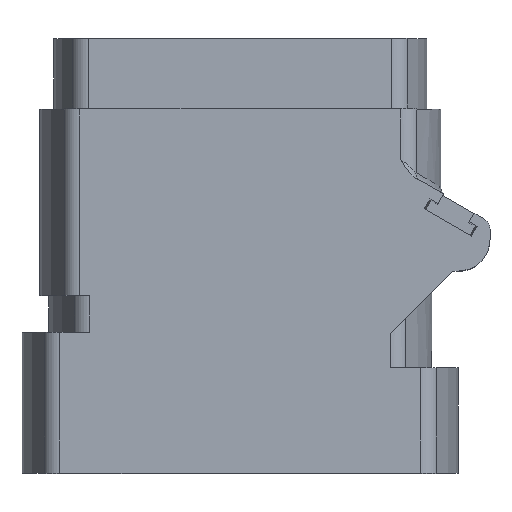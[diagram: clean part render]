
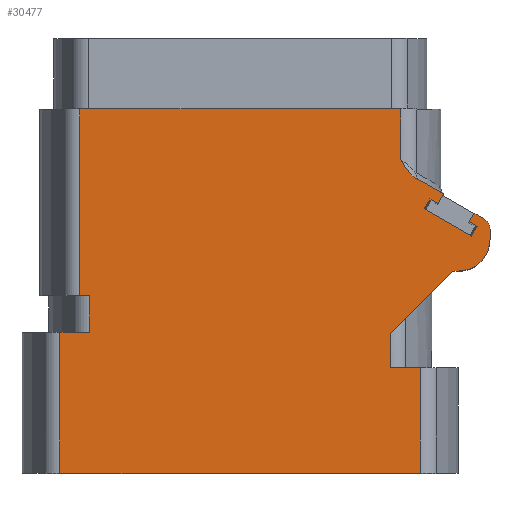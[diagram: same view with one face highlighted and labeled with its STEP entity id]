
A CAD part, top view. The second image highlights one B-rep face of the part: STEP entity #30477.
In plain terms, the highlighted planar face has unit normal (0, 0, 1).
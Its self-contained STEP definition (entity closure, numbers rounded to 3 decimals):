
#10=DIRECTION('',(1.,0.,0.));
#11=VECTOR('',#10,20.49);
#12=CARTESIAN_POINT('',(-10.245,0.,6.));
#13=LINE('',#12,#11);
#147=DIRECTION('',(-0.866,0.5,0.));
#148=VECTOR('',#147,0.679);
#149=CARTESIAN_POINT('',(13.875,14.437,6.));
#150=LINE('',#149,#148);
#159=DIRECTION('',(0.866,-0.5,0.));
#160=VECTOR('',#159,0.525);
#161=CARTESIAN_POINT('',(10.782,15.588,6.));
#162=LINE('',#161,#160);
#163=DIRECTION('',(0.866,-0.5,0.));
#164=VECTOR('',#163,0.525);
#165=CARTESIAN_POINT('',(13.012,14.3,6.));
#166=LINE('',#165,#164);
#167=DIRECTION('',(-0.5,-0.866,0.));
#168=VECTOR('',#167,0.55);
#169=CARTESIAN_POINT('',(13.287,14.777,6.));
#170=LINE('',#169,#168);
#171=CARTESIAN_POINT('',(13.55,13.874,6.));
#172=DIRECTION('',(0.,0.,-1.));
#173=DIRECTION('',(0.5,0.866,0.));
#174=AXIS2_PLACEMENT_3D('',#171,#172,#173);
#176=DIRECTION('',(0.,-1.,0.));
#177=VECTOR('',#176,0.585);
#178=CARTESIAN_POINT('',(14.2,13.874,6.));
#179=LINE('',#178,#177);
#180=CARTESIAN_POINT('',(12.4,13.289,6.));
#181=DIRECTION('',(0.,0.,1.));
#182=DIRECTION('',(0.,-1.,0.));
#183=AXIS2_PLACEMENT_3D('',#180,#181,#182);
#185=DIRECTION('',(-1.,0.,0.));
#186=VECTOR('',#185,0.316);
#187=CARTESIAN_POINT('',(12.4,11.489,6.));
#188=LINE('',#187,#186);
#189=DIRECTION('',(1.,0.,0.));
#190=VECTOR('',#189,18.238);
#191=CARTESIAN_POINT('',(-9.119,20.7,6.));
#192=LINE('',#191,#190);
#193=DIRECTION('',(0.5,0.866,0.));
#194=VECTOR('',#193,0.63);
#195=CARTESIAN_POINT('',(11.236,15.325,6.));
#196=LINE('',#195,#194);
#245=DIRECTION('',(-0.5,-0.866,0.));
#246=VECTOR('',#245,0.65);
#247=CARTESIAN_POINT('',(13.466,14.038,6.));
#248=LINE('',#247,#246);
#249=DIRECTION('',(-0.866,0.5,0.));
#250=VECTOR('',#249,3.1);
#251=CARTESIAN_POINT('',(13.141,13.475,6.));
#252=LINE('',#251,#250);
#265=DIRECTION('',(0.5,0.866,0.));
#266=VECTOR('',#265,0.65);
#267=CARTESIAN_POINT('',(10.457,15.025,6.));
#268=LINE('',#267,#266);
#277=DIRECTION('',(-0.866,0.5,0.));
#278=VECTOR('',#277,1.806);
#279=CARTESIAN_POINT('',(11.552,15.871,6.));
#280=LINE('',#279,#278);
#307=CARTESIAN_POINT('',(9.119,17.853,6.));
#323=CARTESIAN_POINT('',(9.987,16.774,6.));
#325=CARTESIAN_POINT('',(9.987,16.775,6.));
#326=CARTESIAN_POINT('',(9.975,16.782,6.));
#327=CARTESIAN_POINT('',(9.95,16.797,6.));
#328=CARTESIAN_POINT('',(9.911,16.822,6.));
#329=CARTESIAN_POINT('',(9.871,16.851,6.));
#330=CARTESIAN_POINT('',(9.83,16.883,6.));
#331=CARTESIAN_POINT('',(9.789,16.918,6.));
#332=CARTESIAN_POINT('',(9.748,16.956,6.));
#333=CARTESIAN_POINT('',(9.705,16.999,6.));
#334=CARTESIAN_POINT('',(9.658,17.048,6.));
#335=CARTESIAN_POINT('',(9.608,17.105,6.));
#336=CARTESIAN_POINT('',(9.554,17.171,6.));
#337=CARTESIAN_POINT('',(9.499,17.244,6.));
#338=CARTESIAN_POINT('',(9.445,17.321,6.));
#339=CARTESIAN_POINT('',(9.393,17.399,6.));
#340=CARTESIAN_POINT('',(9.342,17.477,6.));
#341=CARTESIAN_POINT('',(9.295,17.554,6.));
#342=CARTESIAN_POINT('',(9.25,17.629,6.));
#343=CARTESIAN_POINT('',(9.206,17.703,6.));
#344=CARTESIAN_POINT('',(9.163,17.777,6.));
#345=CARTESIAN_POINT('',(9.134,17.828,6.));
#346=CARTESIAN_POINT('',(9.119,17.853,6.));
#348=DIRECTION('',(0.,-1.,0.));
#349=VECTOR('',#348,2.847);
#350=CARTESIAN_POINT('',(9.119,20.7,6.));
#351=LINE('',#350,#349);
#409=DIRECTION('',(0.,-1.,0.));
#410=VECTOR('',#409,10.6);
#411=CARTESIAN_POINT('',(-9.119,20.7,6.));
#412=LINE('',#411,#410);
#427=DIRECTION('',(1.,0.,0.));
#428=VECTOR('',#427,0.575);
#429=CARTESIAN_POINT('',(-9.119,10.1,6.));
#430=LINE('',#429,#428);
#445=DIRECTION('',(0.,-1.,0.));
#446=VECTOR('',#445,2.1);
#447=CARTESIAN_POINT('',(-8.545,10.1,6.));
#448=LINE('',#447,#446);
#468=DIRECTION('',(-1.,0.,0.));
#469=VECTOR('',#468,1.7);
#470=CARTESIAN_POINT('',(-8.545,8.,6.));
#471=LINE('',#470,#469);
#499=DIRECTION('',(0.,-1.,0.));
#500=VECTOR('',#499,8.);
#501=CARTESIAN_POINT('',(-10.245,8.,6.));
#502=LINE('',#501,#500);
#25347=DIRECTION('',(0.707,0.707,0.));
#25348=VECTOR('',#25347,5.006);
#25349=CARTESIAN_POINT('',(8.545,7.95,6.));
#25350=LINE('',#25349,#25348);
#25393=DIRECTION('',(-1.,0.,0.));
#25394=VECTOR('',#25393,1.7);
#25395=CARTESIAN_POINT('',(10.245,6.,6.));
#25396=LINE('',#25395,#25394);
#25420=DIRECTION('',(0.,-1.,0.));
#25421=VECTOR('',#25420,1.95);
#25422=CARTESIAN_POINT('',(8.545,7.95,6.));
#25423=LINE('',#25422,#25421);
#25454=DIRECTION('',(0.,-1.,0.));
#25455=VECTOR('',#25454,6.);
#25456=CARTESIAN_POINT('',(10.245,6.,6.));
#25457=LINE('',#25456,#25455);
#25475=CARTESIAN_POINT('',(10.245,0.,6.));
#25476=VERTEX_POINT('',#25475);
#25477=CARTESIAN_POINT('',(10.245,6.,6.));
#25478=VERTEX_POINT('',#25477);
#25487=CARTESIAN_POINT('',(-10.245,8.,6.));
#25488=CARTESIAN_POINT('',(-10.245,0.,6.));
#25489=VERTEX_POINT('',#25487);
#25490=VERTEX_POINT('',#25488);
#25495=CARTESIAN_POINT('',(13.875,14.437,6.));
#25496=CARTESIAN_POINT('',(14.2,13.874,6.));
#25497=VERTEX_POINT('',#25495);
#25498=VERTEX_POINT('',#25496);
#25515=CARTESIAN_POINT('',(8.545,7.95,6.));
#25516=CARTESIAN_POINT('',(8.545,6.,6.));
#25517=VERTEX_POINT('',#25515);
#25518=VERTEX_POINT('',#25516);
#25521=CARTESIAN_POINT('',(12.084,11.489,6.));
#25522=VERTEX_POINT('',#25521);
#25527=CARTESIAN_POINT('',(9.119,20.7,6.));
#25529=VERTEX_POINT('',#25527);
#25539=CARTESIAN_POINT('',(-8.545,10.1,6.));
#25540=CARTESIAN_POINT('',(-8.545,8.,6.));
#25541=VERTEX_POINT('',#25539);
#25542=VERTEX_POINT('',#25540);
#25547=CARTESIAN_POINT('',(-9.119,20.7,6.));
#25548=CARTESIAN_POINT('',(-9.119,10.1,6.));
#25549=VERTEX_POINT('',#25547);
#25550=VERTEX_POINT('',#25548);
#25644=VERTEX_POINT('',#307);
#25646=VERTEX_POINT('',#323);
#25658=CARTESIAN_POINT('',(12.4,11.489,6.));
#25659=CARTESIAN_POINT('',(14.2,13.289,6.));
#25660=VERTEX_POINT('',#25658);
#25661=VERTEX_POINT('',#25659);
#25674=CARTESIAN_POINT('',(13.287,14.777,6.));
#25675=VERTEX_POINT('',#25674);
#25678=CARTESIAN_POINT('',(11.552,15.871,6.));
#25679=VERTEX_POINT('',#25678);
#25690=CARTESIAN_POINT('',(13.141,13.475,6.));
#25691=VERTEX_POINT('',#25690);
#25692=CARTESIAN_POINT('',(10.457,15.025,6.));
#25693=VERTEX_POINT('',#25692);
#25698=CARTESIAN_POINT('',(10.782,15.588,6.));
#25699=CARTESIAN_POINT('',(11.236,15.325,6.));
#25700=VERTEX_POINT('',#25698);
#25701=VERTEX_POINT('',#25699);
#25702=CARTESIAN_POINT('',(13.012,14.3,6.));
#25703=CARTESIAN_POINT('',(13.466,14.038,6.));
#25704=VERTEX_POINT('',#25702);
#25705=VERTEX_POINT('',#25703);
#30421=CARTESIAN_POINT('',(-10.852,0.,6.));
#30422=DIRECTION('',(0.,0.,1.));
#30423=DIRECTION('',(1.,0.,0.));
#30424=AXIS2_PLACEMENT_3D('',#30421,#30422,#30423);
#30425=PLANE('',#30424);
#30427=ORIENTED_EDGE('',*,*,#30426,.F.);
#30429=ORIENTED_EDGE('',*,*,#30428,.F.);
#30431=ORIENTED_EDGE('',*,*,#30430,.F.);
#30433=ORIENTED_EDGE('',*,*,#30432,.F.);
#30435=ORIENTED_EDGE('',*,*,#30434,.F.);
#30437=ORIENTED_EDGE('',*,*,#30436,.F.);
#30438=ORIENTED_EDGE('',*,*,#30396,.F.);
#30439=ORIENTED_EDGE('',*,*,#30412,.T.);
#30441=ORIENTED_EDGE('',*,*,#30440,.T.);
#30443=ORIENTED_EDGE('',*,*,#30442,.F.);
#30445=ORIENTED_EDGE('',*,*,#30444,.T.);
#30447=ORIENTED_EDGE('',*,*,#30446,.F.);
#30449=ORIENTED_EDGE('',*,*,#30448,.T.);
#30451=ORIENTED_EDGE('',*,*,#30450,.F.);
#30453=ORIENTED_EDGE('',*,*,#30452,.T.);
#30454=ORIENTED_EDGE('',*,*,#30201,.F.);
#30456=ORIENTED_EDGE('',*,*,#30455,.F.);
#30458=ORIENTED_EDGE('',*,*,#30457,.F.);
#30460=ORIENTED_EDGE('',*,*,#30459,.F.);
#30462=ORIENTED_EDGE('',*,*,#30461,.F.);
#30464=ORIENTED_EDGE('',*,*,#30463,.F.);
#30466=ORIENTED_EDGE('',*,*,#30465,.T.);
#30468=ORIENTED_EDGE('',*,*,#30467,.T.);
#30470=ORIENTED_EDGE('',*,*,#30469,.F.);
#30472=ORIENTED_EDGE('',*,*,#30471,.F.);
#30474=ORIENTED_EDGE('',*,*,#30473,.F.);
#30475=EDGE_LOOP('',(#30427,#30429,#30431,#30433,#30435,#30437,#30438,#30439,
#30441,#30443,#30445,#30447,#30449,#30451,#30453,#30454,#30456,#30458,#30460,
#30462,#30464,#30466,#30468,#30470,#30472,#30474));
#30476=FACE_OUTER_BOUND('',#30475,.F.);
#30477=ADVANCED_FACE('',(#30476),#30425,.T.);
#175=CIRCLE('',#174,0.65);
#184=CIRCLE('',#183,1.8);
#347=B_SPLINE_CURVE_WITH_KNOTS('',3,(#325,#326,#327,#328,#329,#330,#331,#332,
#333,#334,#335,#336,#337,#338,#339,#340,#341,#342,#343,#344,#345,#346),
.UNSPECIFIED.,.F.,.F.,(4,1,1,1,1,1,1,1,1,1,1,1,1,1,1,1,1,1,1,4),(0.,
0.053,0.105,0.158,0.211,
0.263,0.316,0.368,0.421,
0.474,0.526,0.579,0.632,
0.684,0.737,0.789,0.842,
0.895,0.947,1.),.UNSPECIFIED.);
#30201=EDGE_CURVE('',#25490,#25476,#13,.T.);
#30396=EDGE_CURVE('',#25497,#25675,#150,.T.);
#30412=EDGE_CURVE('',#25497,#25498,#175,.T.);
#30426=EDGE_CURVE('',#25700,#25701,#162,.T.);
#30428=EDGE_CURVE('',#25693,#25700,#268,.T.);
#30430=EDGE_CURVE('',#25691,#25693,#252,.T.);
#30432=EDGE_CURVE('',#25705,#25691,#248,.T.);
#30434=EDGE_CURVE('',#25704,#25705,#166,.T.);
#30436=EDGE_CURVE('',#25675,#25704,#170,.T.);
#30440=EDGE_CURVE('',#25498,#25661,#179,.T.);
#30442=EDGE_CURVE('',#25660,#25661,#184,.T.);
#30444=EDGE_CURVE('',#25660,#25522,#188,.T.);
#30446=EDGE_CURVE('',#25517,#25522,#25350,.T.);
#30448=EDGE_CURVE('',#25517,#25518,#25423,.T.);
#30450=EDGE_CURVE('',#25478,#25518,#25396,.T.);
#30452=EDGE_CURVE('',#25478,#25476,#25457,.T.);
#30455=EDGE_CURVE('',#25489,#25490,#502,.T.);
#30457=EDGE_CURVE('',#25542,#25489,#471,.T.);
#30459=EDGE_CURVE('',#25541,#25542,#448,.T.);
#30461=EDGE_CURVE('',#25550,#25541,#430,.T.);
#30463=EDGE_CURVE('',#25549,#25550,#412,.T.);
#30465=EDGE_CURVE('',#25549,#25529,#192,.T.);
#30467=EDGE_CURVE('',#25529,#25644,#351,.T.);
#30469=EDGE_CURVE('',#25646,#25644,#347,.T.);
#30471=EDGE_CURVE('',#25679,#25646,#280,.T.);
#30473=EDGE_CURVE('',#25701,#25679,#196,.T.);
